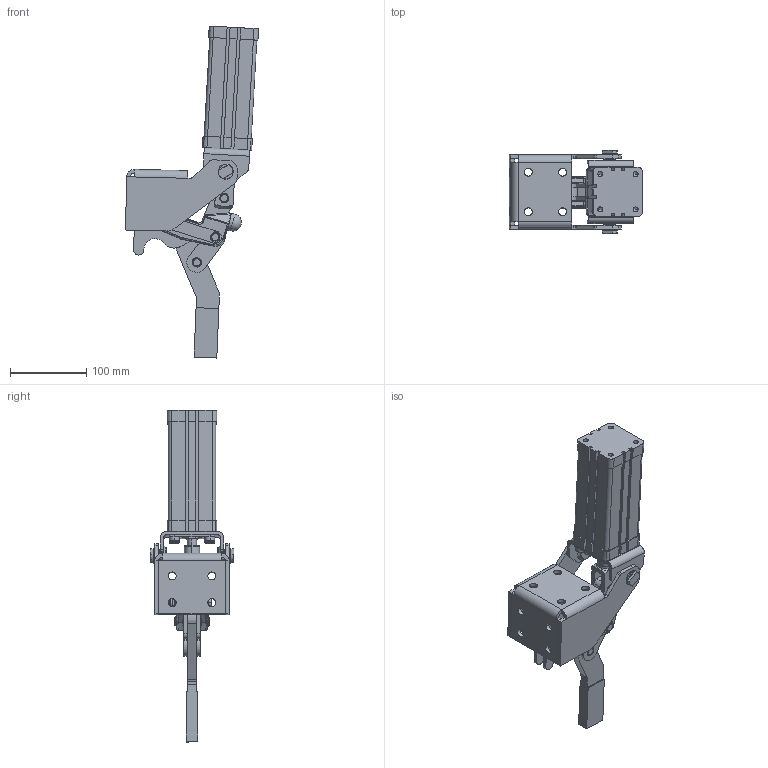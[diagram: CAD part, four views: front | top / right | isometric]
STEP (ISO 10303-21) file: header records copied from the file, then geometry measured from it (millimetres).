
FILE_DESCRIPTION((''),'2;1');
FILE_NAME('775.L-opened.stp','2005-09-28T13:37:13',('CAD'),(''),'Autodesk Inventor 8','Autodesk Inventor 8','');
FILE_SCHEMA(('AUTOMOTIVE_DESIGN { 1 0 10303 214 1 1 1 1 }'));
Length unit declared in the file: millimetre
Products named in the file (1): Part6
Bounding box: 175.09 x 110 x 436.66 mm (x, y, z)
Volume: 1119448.5 mm3; surface area: 225260.8 mm2
Topology: 1 solids, 123 shells, 2599 faces, 7468 edges, 4888 vertices
Faces by surface type: plane 1642, cylinder 628, cone 184, bspline 120, torus 20, sphere 5
Entity records: 86394 total; most frequent: CARTESIAN_POINT 20812, ORIENTED_EDGE 14880, DIRECTION 13024, EDGE_CURVE 7440, VERTEX_POINT 4886, AXIS2_PLACEMENT_3D 4758, VECTOR 3508, LINE 3508
